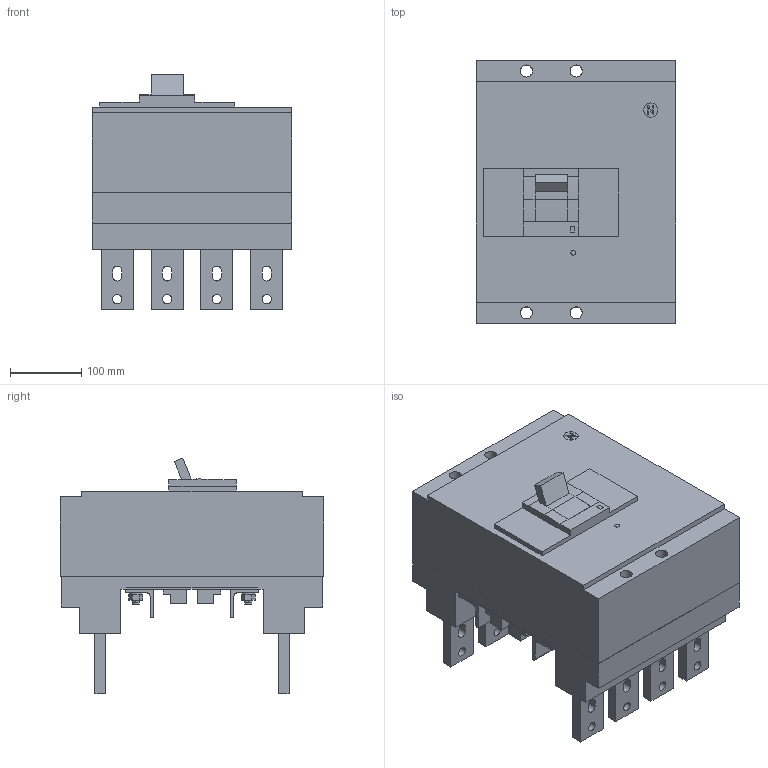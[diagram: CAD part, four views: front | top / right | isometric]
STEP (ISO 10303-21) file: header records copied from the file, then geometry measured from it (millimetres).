
FILE_DESCRIPTION(('CoCreate Modeling STEP Export'),'2;1');
FILE_NAME('Ｓ１２５０ＮＥ４Ｍ.stp','2016-03-31T15:22:12',(''),(''),'CoCreate Modeling STEP processor for AP214 (Solid Model)','CoCreate Modeling 17.0 01-Apr-2010 (C) Parametric Technology GmbH','');
FILE_SCHEMA(('AUTOMOTIVE_DESIGN { 1 0 10303 214 1 1 1 1 }'));
Length unit declared in the file: millimetre
Products named in the file (19): p1; p2; p4; p4.1; p5.3; p6.3; p5; p7.3; p3; p3.1; p5.1; p6; p6.1; p6.2; p7; p7.1; p7.2; p5.2; Ｓ１２５０ＮＥ４Ｍ
Assembly tree (18 placements, depth 2):
  Ｓ１２５０ＮＥ４Ｍ
    p5.2
    p7.2
    p7.1
    p7
    p6.2
    p6.1
    p6
    p5.1
    p3.1
    p3
    p7.3
    p5
    p6.3
    p5.3
    p4.1
    p4
    p2
    p1
Bounding box: 280 x 370 x 331.3 mm (x, y, z)
Volume: 17535960.3 mm3; surface area: 971375.1 mm2
Topology: 18 solids, 18 shells, 350 faces, 857 edges, 568 vertices
Faces by surface type: plane 216, cylinder 126, torus 8
Entity records: 11070 total; most frequent: ORIENTED_EDGE 1714, CARTESIAN_POINT 1621, DIRECTION 1528, EDGE_CURVE 857, VECTOR 578, LINE 578, VERTEX_POINT 568, AXIS2_PLACEMENT_3D 475
